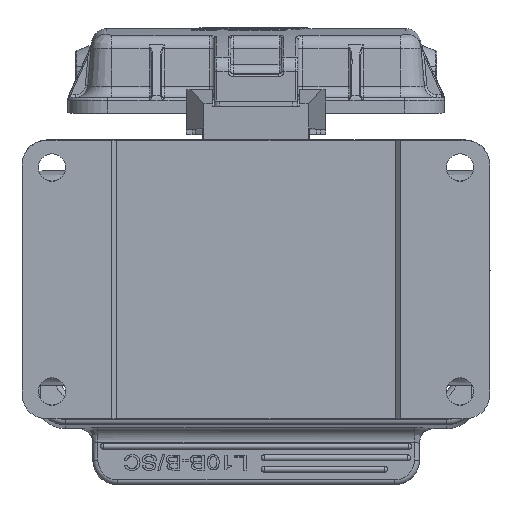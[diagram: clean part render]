
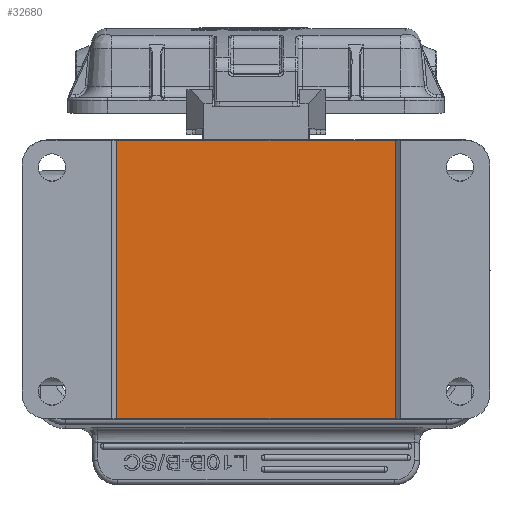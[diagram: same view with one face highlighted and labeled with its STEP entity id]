
A CAD part, front view. The second image highlights one B-rep face of the part: STEP entity #32680.
In plain terms, the highlighted planar face has unit normal (0, -1, -0.009).
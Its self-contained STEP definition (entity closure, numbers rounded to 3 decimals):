
#2814=DIRECTION('',(1.,0.,0.));
#2815=VECTOR('',#2814,56.);
#2816=CARTESIAN_POINT('',(18.986,-21.779,
-50.144));
#2817=LINE('',#2816,#2815);
#3228=DIRECTION('',(-1.,0.,0.));
#3229=VECTOR('',#3228,56.);
#3230=CARTESIAN_POINT('',(74.986,-22.285,5.854));
#3231=LINE('',#3230,#3229);
#3278=DIRECTION('',(0.,-0.009,1.));
#3279=VECTOR('',#3278,56.);
#3280=CARTESIAN_POINT('',(74.986,-21.796,
-50.144));
#3281=LINE('',#3280,#3279);
#3282=DIRECTION('',(0.,-0.009,1.));
#3283=VECTOR('',#3282,56.);
#3284=CARTESIAN_POINT('',(18.986,-21.779,
-50.144));
#3285=LINE('',#3284,#3283);
#26296=CARTESIAN_POINT('',(18.986,-21.779,
-50.144));
#26297=VERTEX_POINT('',#26296);
#26298=CARTESIAN_POINT('',(74.986,-21.796,
-50.144));
#26299=VERTEX_POINT('',#26298);
#26389=CARTESIAN_POINT('',(74.986,-22.285,
5.854));
#26390=VERTEX_POINT('',#26389);
#26391=CARTESIAN_POINT('',(18.986,-22.267,
5.854));
#26392=VERTEX_POINT('',#26391);
#32668=CARTESIAN_POINT('',(46.986,-22.032,
-22.145));
#32669=DIRECTION('',(0.,1.,0.009));
#32670=DIRECTION('',(0.,-0.009,1.));
#32671=AXIS2_PLACEMENT_3D('',#32668,#32669,#32670);
#32672=PLANE('',#32671);
#32673=ORIENTED_EDGE('',*,*,#31932,.F.);
#32675=ORIENTED_EDGE('',*,*,#32674,.T.);
#32676=ORIENTED_EDGE('',*,*,#32604,.F.);
#32677=ORIENTED_EDGE('',*,*,#32660,.F.);
#32678=EDGE_LOOP('',(#32673,#32675,#32676,#32677));
#32679=FACE_OUTER_BOUND('',#32678,.F.);
#31932=EDGE_CURVE('',#26297,#26299,#2817,.T.);
#32604=EDGE_CURVE('',#26390,#26392,#3231,.T.);
#32660=EDGE_CURVE('',#26299,#26390,#3281,.T.);
#32674=EDGE_CURVE('',#26297,#26392,#3285,.T.);
#32680=ADVANCED_FACE('',(#32679),#32672,.F.);
